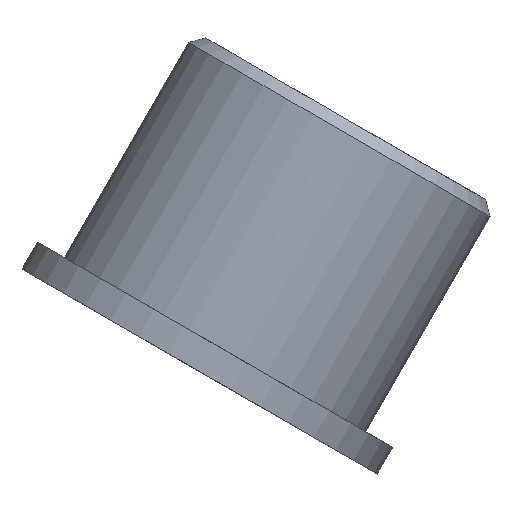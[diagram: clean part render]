
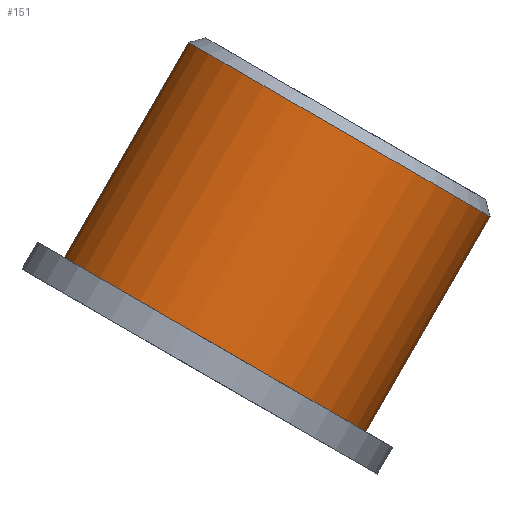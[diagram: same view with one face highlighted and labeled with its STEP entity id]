
A CAD part, front view. The second image highlights one B-rep face of the part: STEP entity #151.
In plain terms, the highlighted cylindrical face has radius 2.8 mm (diameter 5.6 mm), a partial arc.
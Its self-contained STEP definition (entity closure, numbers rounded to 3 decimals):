
#1 = DIRECTION ( 'NONE',  ( 0.5, 0., 0.866 ) ) ;
#23 = EDGE_CURVE ( 'NONE', #180, #81, #123, .T. ) ;
#27 = DIRECTION ( 'NONE',  ( -0.5, 0., -0.866 ) ) ;
#46 = DIRECTION ( 'NONE',  ( 0.5, 0., 0.866 ) ) ;
#47 = AXIS2_PLACEMENT_3D ( 'NONE', #83, #46, #282 ) ;
#51 = CARTESIAN_POINT ( 'NONE',  ( 13.975, -1.25, 29.806 ) ) ;
#62 = VECTOR ( 'NONE', #211, 1000. ) ;
#73 = CARTESIAN_POINT ( 'NONE',  ( 11.975, -1.25, 26.342 ) ) ;
#75 = CARTESIAN_POINT ( 'NONE',  ( 16.825, -1.25, 23.542 ) ) ;
#81 = VERTEX_POINT ( 'NONE', #166 ) ;
#83 = CARTESIAN_POINT ( 'NONE',  ( 14.4, -1.25, 24.942 ) ) ;
#90 = DIRECTION ( 'NONE',  ( 0.5, 0., 0.866 ) ) ;
#112 = EDGE_CURVE ( 'NONE', #274, #180, #254, .T. ) ;
#121 = CARTESIAN_POINT ( 'NONE',  ( 11.975, -1.25, 26.342 ) ) ;
#123 = LINE ( 'NONE', #182, #62 ) ;
#133 = ORIENTED_EDGE ( 'NONE', *, *, #112, .T. ) ;
#134 = DIRECTION ( 'NONE',  ( 0.866, 0., -0.5 ) ) ;
#144 = ORIENTED_EDGE ( 'NONE', *, *, #23, .T. ) ;
#151 = ADVANCED_FACE ( 'NONE', ( #240 ), #177, .T. ) ;
#164 = LINE ( 'NONE', #73, #226 ) ;
#166 = CARTESIAN_POINT ( 'NONE',  ( 18.825, -1.25, 27.006 ) ) ;
#171 = EDGE_LOOP ( 'NONE', ( #225, #133, #144, #243 ) ) ;
#177 = CYLINDRICAL_SURFACE ( 'NONE', #198, 2.8 ) ;
#180 = VERTEX_POINT ( 'NONE', #75 ) ;
#182 = CARTESIAN_POINT ( 'NONE',  ( 16.825, -1.25, 23.542 ) ) ;
#198 = AXIS2_PLACEMENT_3D ( 'NONE', #278, #90, #134 ) ;
#202 = EDGE_CURVE ( 'NONE', #81, #206, #301, .T. ) ;
#206 = VERTEX_POINT ( 'NONE', #51 ) ;
#211 = DIRECTION ( 'NONE',  ( 0.5, 0., 0.866 ) ) ;
#225 = ORIENTED_EDGE ( 'NONE', *, *, #244, .F. ) ;
#226 = VECTOR ( 'NONE', #1, 1000. ) ;
#237 = CARTESIAN_POINT ( 'NONE',  ( 16.4, -1.25, 28.406 ) ) ;
#240 = FACE_OUTER_BOUND ( 'NONE', #171, .T. ) ;
#243 = ORIENTED_EDGE ( 'NONE', *, *, #202, .T. ) ;
#244 = EDGE_CURVE ( 'NONE', #274, #206, #164, .T. ) ;
#254 = CIRCLE ( 'NONE', #47, 2.8 ) ;
#261 = DIRECTION ( 'NONE',  ( 0.866, 0., -0.5 ) ) ;
#274 = VERTEX_POINT ( 'NONE', #121 ) ;
#278 = CARTESIAN_POINT ( 'NONE',  ( 14.4, -1.25, 24.942 ) ) ;
#282 = DIRECTION ( 'NONE',  ( 0.866, 0., -0.5 ) ) ;
#288 = AXIS2_PLACEMENT_3D ( 'NONE', #237, #27, #261 ) ;
#301 = CIRCLE ( 'NONE', #288, 2.8 ) ;
